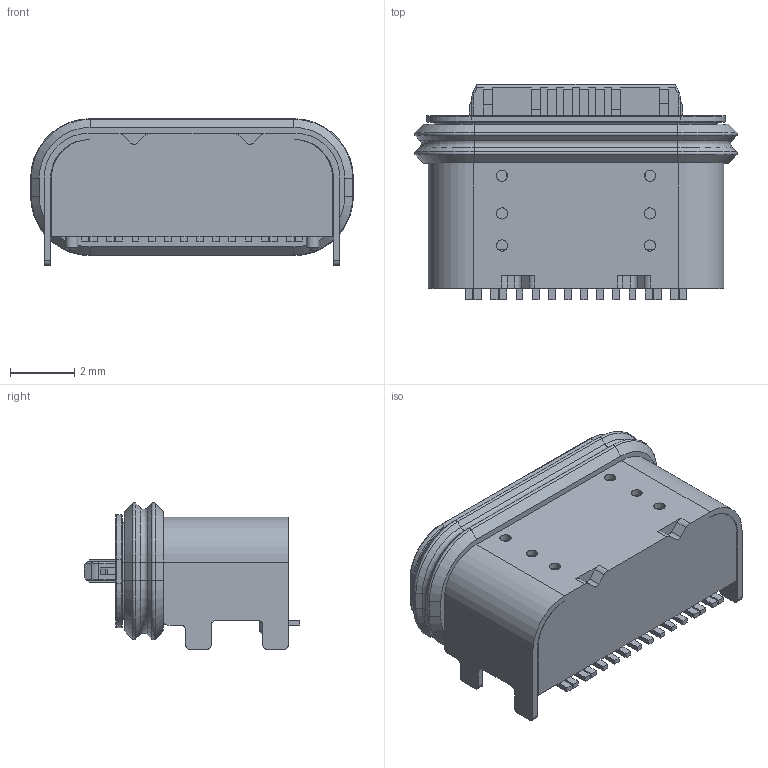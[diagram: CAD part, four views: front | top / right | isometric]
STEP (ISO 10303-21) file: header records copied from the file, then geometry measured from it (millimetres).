
FILE_DESCRIPTION(/* description */ (''),/* implementation_level */ '2;1');
FILE_NAME(/* name */ 'A1058-C.stp',/* time_stamp */ '2025-05-20T11:16:58+08:00',/* author */ (''),/* organization */ (''),/* preprocessor_version */ 'ST-DEVELOPER v16',/* originating_system */ 'SIEMENS PLM Software NX 10.0',/* authorisation */ '');
FILE_SCHEMA (('AUTOMOTIVE_DESIGN { 1 0 10303 214 3 1 1 1 }'));
Length unit declared in the file: millimetre
Products named in the file (1): xue84D46628jc9q
Bounding box: 10.04 x 6.7 x 4.56 mm (x, y, z)
Volume: 113.2 mm3; surface area: 541.9 mm2
Topology: 4 solids, 4 shells, 865 faces, 2385 edges, 1490 vertices
Faces by surface type: plane 427, cylinder 290, torus 60, cone 38, sphere 34, bspline 16
Full cylindrical faces by diameter (mm): 0.35 x6, 0.4 x2
Entity records: 28011 total; most frequent: CARTESIAN_POINT 6014, ORIENTED_EDGE 4682, DIRECTION 4577, EDGE_CURVE 2341, AXIS2_PLACEMENT_3D 1570, VERTEX_POINT 1482, LINE 1437, VECTOR 1437
